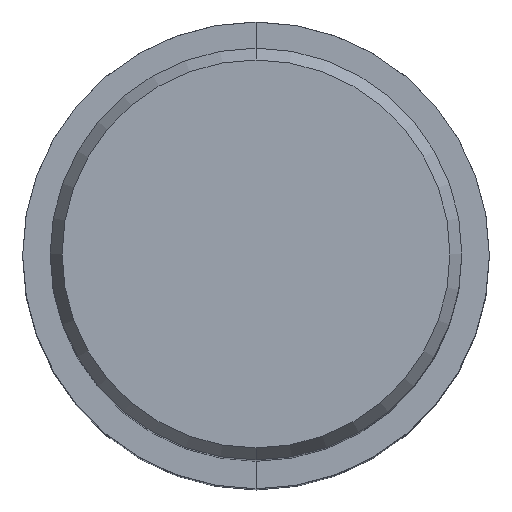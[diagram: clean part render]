
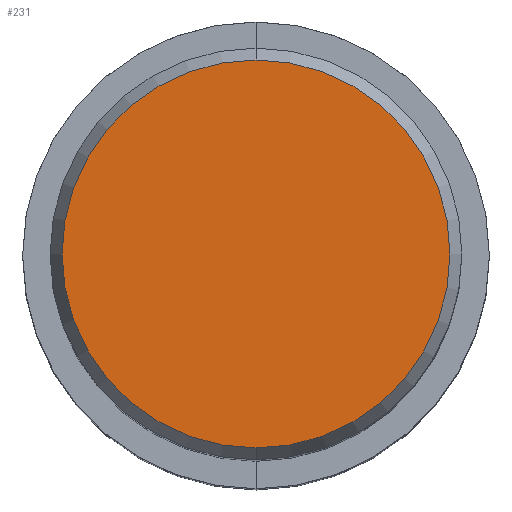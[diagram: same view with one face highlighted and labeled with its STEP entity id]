
A CAD part, top view. The second image highlights one B-rep face of the part: STEP entity #231.
In plain terms, the highlighted planar face has unit normal (0, 0, 1).
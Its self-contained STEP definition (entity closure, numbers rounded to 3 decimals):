
#137=VERTEX_POINT('',#340);
#161=VERTEX_POINT('',#365);
#227=EDGE_CURVE('',#137,#161,#442,.T.);
#231=ADVANCED_FACE('',(#447),#448,.T.);
#241=EDGE_CURVE('',#161,#137,#460,.T.);
#340=CARTESIAN_POINT('',(0.,-14.958,0.01));
#365=CARTESIAN_POINT('',(0.0,14.958,0.01));
#442=CIRCLE('',#693,14.958);
#447=FACE_OUTER_BOUND('',#698,.T.);
#448=PLANE('',#699);
#460=CIRCLE('',#714,14.958);
#693=AXIS2_PLACEMENT_3D('',#939,#940,#941);
#698=EDGE_LOOP('',(#951,#952));
#699=AXIS2_PLACEMENT_3D('',#953,#954,#955);
#714=AXIS2_PLACEMENT_3D('',#973,#974,#975);
#939=CARTESIAN_POINT('',(0.0,0.0,0.01));
#940=DIRECTION('',(0.0,0.0,-1.0));
#941=DIRECTION('',(0.0,1.0,0.0));
#951=ORIENTED_EDGE('',*,*,#241,.F.);
#952=ORIENTED_EDGE('',*,*,#227,.F.);
#953=CARTESIAN_POINT('',(0.0,7.479,0.01));
#954=DIRECTION('',(-0.0,0.0,1.0));
#955=DIRECTION('',(0.0,-1.0,0.0));
#973=CARTESIAN_POINT('',(0.0,0.0,0.01));
#974=DIRECTION('',(0.0,0.0,-1.0));
#975=DIRECTION('',(0.0,1.0,0.0));
